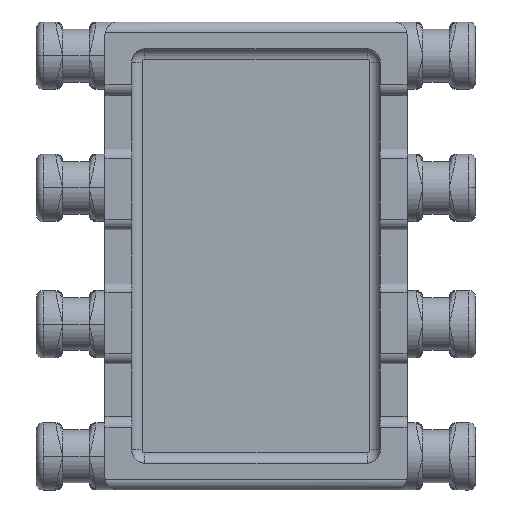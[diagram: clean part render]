
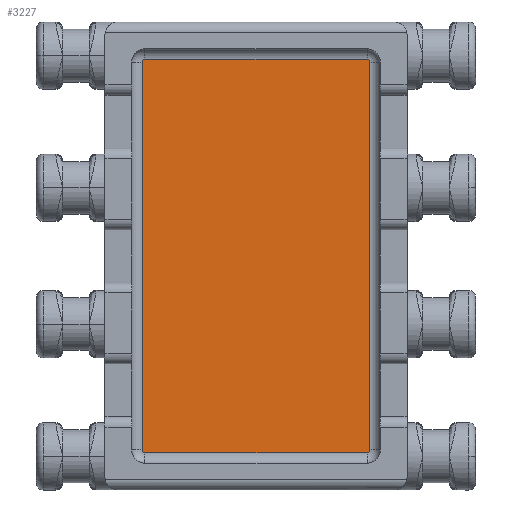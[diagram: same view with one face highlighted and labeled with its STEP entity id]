
A CAD part, front view. The second image highlights one B-rep face of the part: STEP entity #3227.
In plain terms, the highlighted planar face has unit normal (0, -1, 0).
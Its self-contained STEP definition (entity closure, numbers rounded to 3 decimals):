
#126 = VECTOR ( 'NONE', #3968, 1000. ) ;
#169 = CARTESIAN_POINT ( 'NONE',  ( -2.11, 2.03, -0.76 ) ) ;
#234 = PLANE ( 'NONE',  #598 ) ;
#538 = DIRECTION ( 'NONE',  ( 0., 0., -1. ) ) ;
#598 = AXIS2_PLACEMENT_3D ( 'NONE', #5500, #7422, #9514 ) ;
#661 = CARTESIAN_POINT ( 'NONE',  ( -2.11, 2.03, -8.13 ) ) ;
#1336 = CARTESIAN_POINT ( 'NONE',  ( 2.11, 2.03, -0.76 ) ) ;
#1527 = DIRECTION ( 'NONE',  ( 1., 0., 0. ) ) ;
#1594 = CIRCLE ( 'NONE', #8354, 0.05 ) ;
#1686 = CARTESIAN_POINT ( 'NONE',  ( -2.11, 2.03, -8.18 ) ) ;
#1723 = CARTESIAN_POINT ( 'NONE',  ( 2.11, 2.03, -8.13 ) ) ;
#1725 = FACE_OUTER_BOUND ( 'NONE', #6871, .T. ) ;
#1729 = CARTESIAN_POINT ( 'NONE',  ( 2.16, 2.03, -8.13 ) ) ;
#1734 = LINE ( 'NONE', #3437, #13292 ) ;
#1752 = EDGE_CURVE ( 'NONE', #13205, #9697, #1594, .T. ) ;
#1920 = EDGE_CURVE ( 'NONE', #11974, #12606, #10256, .T. ) ;
#2025 = VERTEX_POINT ( 'NONE', #6279 ) ;
#2265 = EDGE_CURVE ( 'NONE', #2025, #11974, #10074, .T. ) ;
#2525 = CARTESIAN_POINT ( 'NONE',  ( -2.16, 2.03, -8.13 ) ) ;
#2630 = EDGE_CURVE ( 'NONE', #4857, #9678, #12163, .T. ) ;
#2829 = DIRECTION ( 'NONE',  ( 0., -1., 0. ) ) ;
#3227 = ADVANCED_FACE ( 'NONE', ( #1725 ), #234, .F. ) ;
#3286 = DIRECTION ( 'NONE',  ( 0., 0., 1. ) ) ;
#3437 = CARTESIAN_POINT ( 'NONE',  ( 2.11, 2.03, -8.18 ) ) ;
#3708 = CARTESIAN_POINT ( 'NONE',  ( -2.16, 2.03, -8.13 ) ) ;
#3890 = ORIENTED_EDGE ( 'NONE', *, *, #9527, .T. ) ;
#3968 = DIRECTION ( 'NONE',  ( 0., 0., 1. ) ) ;
#4117 = CARTESIAN_POINT ( 'NONE',  ( -2.16, 2.03, -0.76 ) ) ;
#4281 = AXIS2_PLACEMENT_3D ( 'NONE', #661, #11877, #8895 ) ;
#4341 = DIRECTION ( 'NONE',  ( 0., -1., 0. ) ) ;
#4857 = VERTEX_POINT ( 'NONE', #3708 ) ;
#4999 = CARTESIAN_POINT ( 'NONE',  ( -2.11, 2.03, -0.71 ) ) ;
#5032 = CARTESIAN_POINT ( 'NONE',  ( -2.11, 2.03, -0.71 ) ) ;
#5053 = EDGE_CURVE ( 'NONE', #12606, #4857, #6065, .T. ) ;
#5500 = CARTESIAN_POINT ( 'NONE',  ( 0., 2.03, 0. ) ) ;
#6065 = LINE ( 'NONE', #2525, #9554 ) ;
#6199 = ORIENTED_EDGE ( 'NONE', *, *, #1752, .T. ) ;
#6279 = CARTESIAN_POINT ( 'NONE',  ( 2.11, 2.03, -0.71 ) ) ;
#6529 = ORIENTED_EDGE ( 'NONE', *, *, #5053, .T. ) ;
#6871 = EDGE_LOOP ( 'NONE', ( #6529, #9242, #6938, #6199, #3890, #9722, #9846, #12745 ) ) ;
#6938 = ORIENTED_EDGE ( 'NONE', *, *, #12748, .T. ) ;
#6958 = DIRECTION ( 'NONE',  ( -1., 0., 0. ) ) ;
#7340 = VERTEX_POINT ( 'NONE', #10572 ) ;
#7361 = DIRECTION ( 'NONE',  ( 0., 0., 1. ) ) ;
#7422 = DIRECTION ( 'NONE',  ( 0., 1., 0. ) ) ;
#8354 = AXIS2_PLACEMENT_3D ( 'NONE', #1723, #2829, #9999 ) ;
#8359 = EDGE_CURVE ( 'NONE', #7340, #2025, #10441, .T. ) ;
#8367 = DIRECTION ( 'NONE',  ( 0., -1., 0. ) ) ;
#8604 = AXIS2_PLACEMENT_3D ( 'NONE', #1336, #8367, #3286 ) ;
#8895 = DIRECTION ( 'NONE',  ( 0., 0., 1. ) ) ;
#9242 = ORIENTED_EDGE ( 'NONE', *, *, #2630, .T. ) ;
#9514 = DIRECTION ( 'NONE',  ( 0., 0., 1. ) ) ;
#9527 = EDGE_CURVE ( 'NONE', #9697, #7340, #11373, .T. ) ;
#9554 = VECTOR ( 'NONE', #538, 1000. ) ;
#9678 = VERTEX_POINT ( 'NONE', #1686 ) ;
#9697 = VERTEX_POINT ( 'NONE', #1729 ) ;
#9722 = ORIENTED_EDGE ( 'NONE', *, *, #8359, .T. ) ;
#9846 = ORIENTED_EDGE ( 'NONE', *, *, #2265, .T. ) ;
#9999 = DIRECTION ( 'NONE',  ( 0., 0., 1. ) ) ;
#10074 = LINE ( 'NONE', #5032, #10746 ) ;
#10256 = CIRCLE ( 'NONE', #12681, 0.05 ) ;
#10441 = CIRCLE ( 'NONE', #8604, 0.05 ) ;
#10572 = CARTESIAN_POINT ( 'NONE',  ( 2.16, 2.03, -0.76 ) ) ;
#10622 = CARTESIAN_POINT ( 'NONE',  ( 2.11, 2.03, -8.18 ) ) ;
#10746 = VECTOR ( 'NONE', #6958, 1000. ) ;
#11373 = LINE ( 'NONE', #13108, #126 ) ;
#11877 = DIRECTION ( 'NONE',  ( 0., -1., 0. ) ) ;
#11974 = VERTEX_POINT ( 'NONE', #4999 ) ;
#12163 = CIRCLE ( 'NONE', #4281, 0.05 ) ;
#12606 = VERTEX_POINT ( 'NONE', #4117 ) ;
#12681 = AXIS2_PLACEMENT_3D ( 'NONE', #169, #4341, #7361 ) ;
#12745 = ORIENTED_EDGE ( 'NONE', *, *, #1920, .T. ) ;
#12748 = EDGE_CURVE ( 'NONE', #9678, #13205, #1734, .T. ) ;
#13108 = CARTESIAN_POINT ( 'NONE',  ( 2.16, 2.03, -0.76 ) ) ;
#13205 = VERTEX_POINT ( 'NONE', #10622 ) ;
#13292 = VECTOR ( 'NONE', #1527, 1000. ) ;
